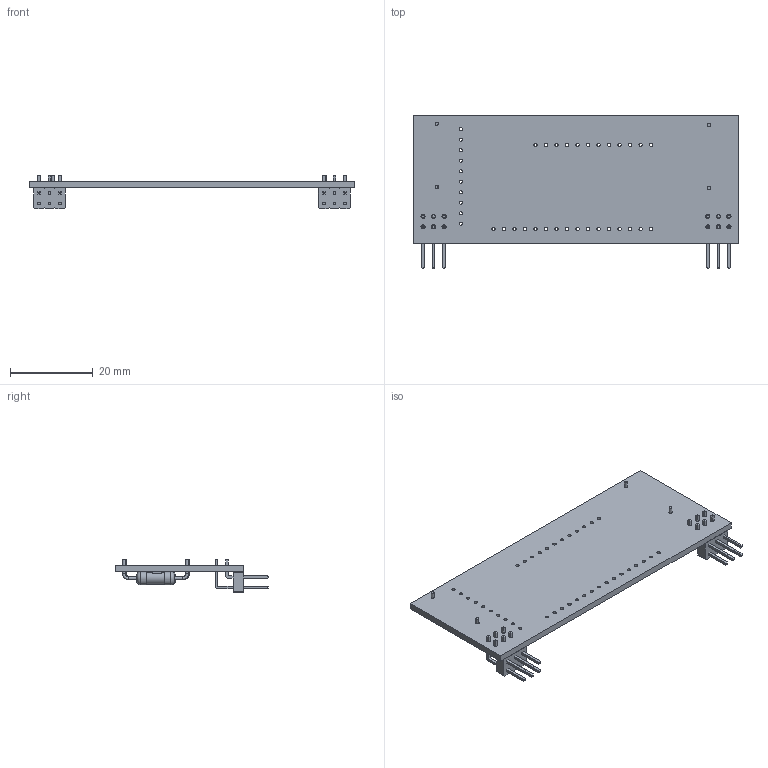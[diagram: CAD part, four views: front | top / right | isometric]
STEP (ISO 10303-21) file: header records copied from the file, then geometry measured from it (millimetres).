
FILE_DESCRIPTION(('FreeCAD Model'),'2;1');
FILE_NAME('Open CASCADE Shape Model','2023-03-09T17:53:00',(''),(''), 'Open CASCADE STEP processor 7.6','FreeCAD','Unknown');
FILE_SCHEMA(('AUTOMOTIVE_DESIGN { 1 0 10303 214 1 1 1 1 }'));
Length unit declared in the file: millimetre
Products named in the file (9): Voltage_Sensor_Timer; Local_CS_5af0; Board_Geoms_5af0; Pcb_5af0; Step_Models_5af0; Bot_5af0; R2_R_Axial_DIN0309_L90mm_D32mm_P1524mm_Horizontal_87715a41c222; R4_R_0805_2012Metric_f6f5e8d9b179; J1_PinHeader_2x03_P254mm_Horizontal_005d6f2c93a3
Assembly tree (11 placements, depth 4):
  Voltage_Sensor_Timer
    Local_CS_5af0
    Board_Geoms_5af0
      Pcb_5af0
    Step_Models_5af0
      Bot_5af0
        R2_R_Axial_DIN0309_L90mm_D32mm_P1524mm_Horizontal_87715a41c222  x2
        R4_R_0805_2012Metric_f6f5e8d9b179  x2
        J1_PinHeader_2x03_P254mm_Horizontal_005d6f2c93a3  x2
Bounding box: 78.74 x 36.96 x 8.08 mm (x, y, z)
Volume: 4258.9 mm3; surface area: 6385.1 mm2
Topology: 7 solids, 7 shells, 442 faces, 1072 edges, 676 vertices
Faces by surface type: plane 338, cylinder 96, torus 8
Full cylindrical faces by diameter (mm): 0.7 x8, 0.762 x10, 0.8 x32, 1 x12, 2.88 x2, 3.2 x4
Entity records: 9146 total; most frequent: DIRECTION 1305, CARTESIAN_POINT 1282, ORIENTED_EDGE 1246, EDGE_CURVE 623, LINE 467, VECTOR 467, AXIS2_PLACEMENT_3D 419, VERTEX_POINT 396
